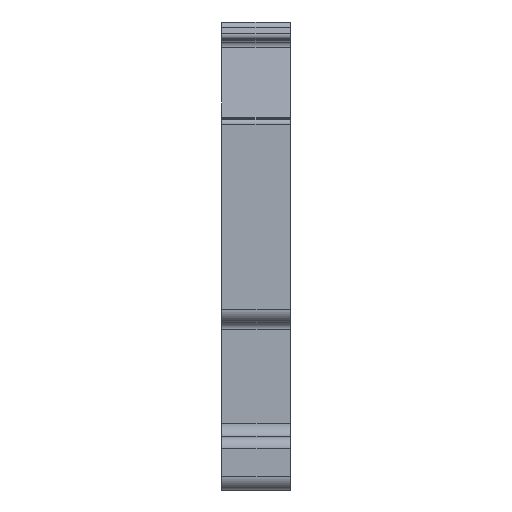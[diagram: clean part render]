
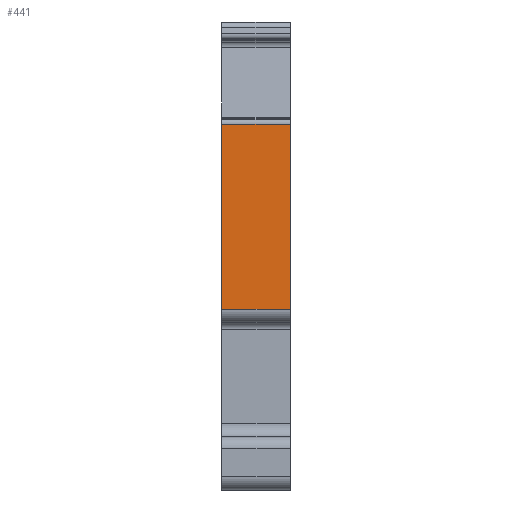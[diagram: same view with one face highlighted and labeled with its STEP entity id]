
A CAD part, left-side view. The second image highlights one B-rep face of the part: STEP entity #441.
In plain terms, the highlighted planar face has unit normal (-1, 0, 0).
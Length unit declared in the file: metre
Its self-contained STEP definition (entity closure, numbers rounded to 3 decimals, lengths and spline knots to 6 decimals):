
#441 = ADVANCED_FACE( 'NONE', ( #1097 ), #1098, .T. );
#1097 = FACE_OUTER_BOUND( '', #1983, .T. );
#1098 = PLANE( '', #1984 );
#1983 = EDGE_LOOP( '', ( #3307, #3308, #3309, #3310 ) );
#1984 = AXIS2_PLACEMENT_3D( '', #3311, #3312, #3313 );
#3307 = ORIENTED_EDGE( '', *, *, #5835, .F. );
#3308 = ORIENTED_EDGE( '', *, *, #5776, .T. );
#3309 = ORIENTED_EDGE( '', *, *, #5485, .T. );
#3310 = ORIENTED_EDGE( '', *, *, #5836, .F. );
#3311 = CARTESIAN_POINT( '', ( -0.0361, 0.085146, 0.011 ) );
#3312 = DIRECTION( '', ( -1., 0., 0. ) );
#3313 = DIRECTION( '', ( 0., 1., 0. ) );
#5485 = EDGE_CURVE( 'NONE', #6623, #6624, #6625, .T. );
#5776 = EDGE_CURVE( 'NONE', #7133, #6623, #7134, .T. );
#5835 = EDGE_CURVE( 'NONE', #7133, #7235, #7236, .T. );
#5836 = EDGE_CURVE( 'NONE', #7235, #6624, #7237, .T. );
#6623 = VERTEX_POINT( 'NONE', #8291 );
#6624 = VERTEX_POINT( 'NONE', #8292 );
#6625 = LINE( '', #8293, #8294 );
#7133 = VERTEX_POINT( 'NONE', #8974 );
#7134 = LINE( '', #8975, #8976 );
#7235 = VERTEX_POINT( 'NONE', #9109 );
#7236 = LINE( '', #9110, #9111 );
#7237 = LINE( '', #9112, #9113 );
#8291 = CARTESIAN_POINT( '', ( -0.0361, 0.0048, -0.00295 ) );
#8292 = CARTESIAN_POINT( '', ( -0.0361, -0.00035, -0.00295 ) );
#8293 = CARTESIAN_POINT( '', ( -0.0361, 0.085146, -0.00295 ) );
#8294 = VECTOR( '', #10404, 1. );
#8974 = CARTESIAN_POINT( '', ( -0.0361, 0.0048, 0.011 ) );
#8975 = CARTESIAN_POINT( '', ( -0.0361, 0.0048, 0.011 ) );
#8976 = VECTOR( '', #10772, 1. );
#9109 = CARTESIAN_POINT( '', ( -0.0361, -0.00035, 0.011 ) );
#9110 = CARTESIAN_POINT( '', ( -0.0361, 0.085146, 0.011 ) );
#9111 = VECTOR( '', #10880, 1. );
#9112 = CARTESIAN_POINT( '', ( -0.0361, -0.00035, 0.011 ) );
#9113 = VECTOR( '', #10881, 1. );
#10404 = DIRECTION( '', ( 0., -1., 0. ) );
#10772 = DIRECTION( '', ( 0., 0., -1. ) );
#10880 = DIRECTION( '', ( 0., -1., 0. ) );
#10881 = DIRECTION( '', ( 0., 0., -1. ) );
